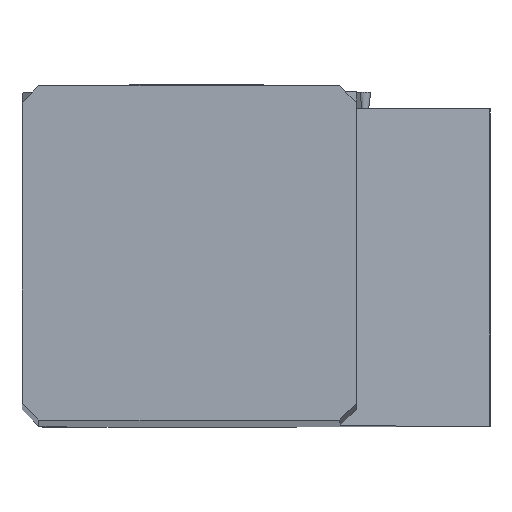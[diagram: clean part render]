
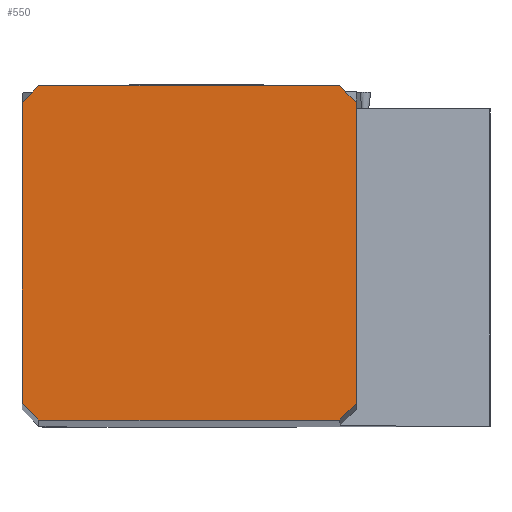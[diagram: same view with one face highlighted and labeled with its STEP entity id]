
A CAD part, top view. The second image highlights one B-rep face of the part: STEP entity #550.
In plain terms, the highlighted planar face has unit normal (0, 0, 1).
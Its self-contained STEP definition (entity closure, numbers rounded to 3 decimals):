
#477=FACE_OUTER_BOUND('',#671,.T.);
#550=ADVANCED_FACE('',(#477),#615,.T.);
#615=PLANE('',#2006);
#671=EDGE_LOOP('',(#836,#837,#838,#839,#840,#841,#842,#843));
#836=ORIENTED_EDGE('',*,*,#1335,.F.);
#837=ORIENTED_EDGE('',*,*,#1336,.F.);
#838=ORIENTED_EDGE('',*,*,#1337,.T.);
#839=ORIENTED_EDGE('',*,*,#1338,.F.);
#840=ORIENTED_EDGE('',*,*,#1334,.T.);
#841=ORIENTED_EDGE('',*,*,#1324,.F.);
#842=ORIENTED_EDGE('',*,*,#1320,.T.);
#843=ORIENTED_EDGE('',*,*,#1339,.F.);
#1170=VERTEX_POINT('',#2669);
#1171=VERTEX_POINT('',#2671);
#1174=VERTEX_POINT('',#2679);
#1181=VERTEX_POINT('',#2697);
#1182=VERTEX_POINT('',#2701);
#1183=VERTEX_POINT('',#2702);
#1184=VERTEX_POINT('',#2704);
#1185=VERTEX_POINT('',#2706);
#1320=EDGE_CURVE('',#1171,#1170,#1630,.T.);
#1324=EDGE_CURVE('',#1171,#1174,#1632,.T.);
#1334=EDGE_CURVE('',#1181,#1174,#1642,.T.);
#1335=EDGE_CURVE('',#1182,#1183,#1643,.T.);
#1336=EDGE_CURVE('',#1184,#1182,#1644,.T.);
#1337=EDGE_CURVE('',#1184,#1185,#1645,.T.);
#1338=EDGE_CURVE('',#1181,#1185,#1646,.T.);
#1339=EDGE_CURVE('',#1183,#1170,#1647,.T.);
#1630=LINE('',#2670,#1752);
#1632=LINE('',#2678,#1754);
#1642=LINE('',#2698,#1764);
#1643=LINE('',#2700,#1765);
#1644=LINE('',#2703,#1766);
#1645=LINE('',#2705,#1767);
#1646=LINE('',#2707,#1768);
#1647=LINE('',#2708,#1769);
#1752=VECTOR('',#2243,1.);
#1754=VECTOR('',#2251,1.);
#1764=VECTOR('',#2265,1.);
#1765=VECTOR('',#2268,1.);
#1766=VECTOR('',#2269,1.);
#1767=VECTOR('',#2270,1.);
#1768=VECTOR('',#2271,1.);
#1769=VECTOR('',#2272,1.);
#2006=AXIS2_PLACEMENT_3D('',#2709,#2273,#2274);
#2243=DIRECTION('',(1.,0.,0.));
#2251=DIRECTION('',(-0.707,0.707,0.));
#2265=DIRECTION('',(0.,-1.,0.));
#2268=DIRECTION('',(0.,-1.,0.));
#2269=DIRECTION('',(0.707,-0.707,0.));
#2270=DIRECTION('',(-1.,0.,0.));
#2271=DIRECTION('',(0.707,0.707,0.));
#2272=DIRECTION('',(-0.707,-0.707,0.));
#2273=DIRECTION('',(0.,0.,1.));
#2274=DIRECTION('',(1.,0.,0.));
#2669=CARTESIAN_POINT('',(-0.5,0.,0.));
#2670=CARTESIAN_POINT('',(-9.5,0.,0.));
#2671=CARTESIAN_POINT('',(-9.5,0.,0.));
#2678=CARTESIAN_POINT('',(-9.5,0.,0.));
#2679=CARTESIAN_POINT('',(-10.,0.5,0.));
#2697=CARTESIAN_POINT('',(-10.,9.5,0.));
#2698=CARTESIAN_POINT('',(-10.,9.5,0.));
#2700=CARTESIAN_POINT('',(0.,9.5,0.));
#2701=CARTESIAN_POINT('',(0.,9.5,0.));
#2702=CARTESIAN_POINT('',(0.,0.5,0.));
#2703=CARTESIAN_POINT('',(-0.5,10.,0.));
#2704=CARTESIAN_POINT('',(-0.5,10.,0.));
#2705=CARTESIAN_POINT('',(-0.5,10.,0.));
#2706=CARTESIAN_POINT('',(-9.5,10.,0.));
#2707=CARTESIAN_POINT('',(-10.,9.5,0.));
#2708=CARTESIAN_POINT('',(0.,0.5,0.));
#2709=CARTESIAN_POINT('',(-5.,5.,0.));
